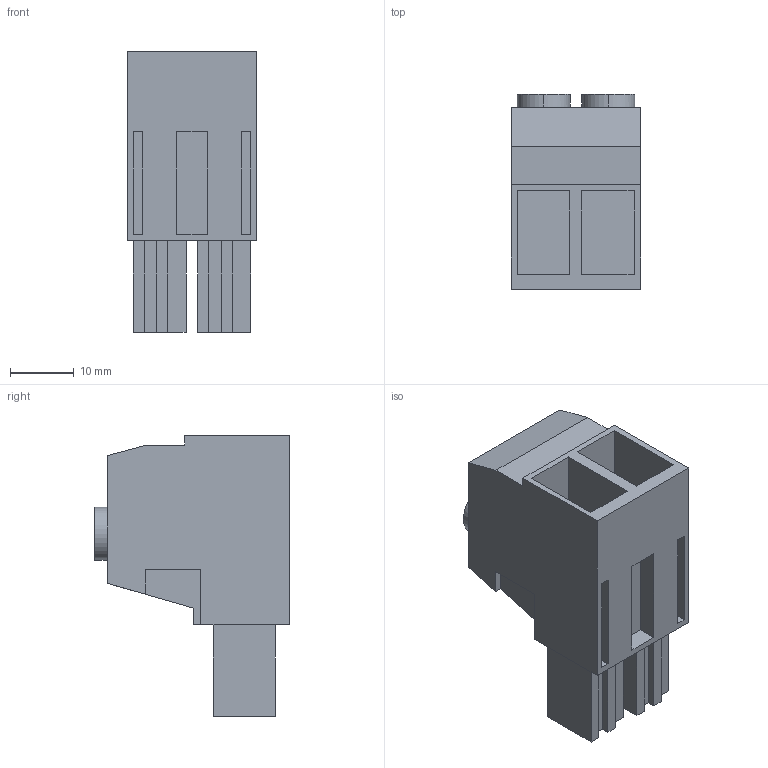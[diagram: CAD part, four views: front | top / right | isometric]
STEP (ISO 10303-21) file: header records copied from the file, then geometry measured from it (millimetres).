
FILE_DESCRIPTION(('CATIA V5 STEP Exchange','CAx-IF Rec.Pracs.--- Model Styling and Organization---1.2---2011-12-15'),'2;1');
FILE_NAME ('D1459160_0_1924540000_1924540000.stp','2017-04-28T06:36:00+00:00',('none'),('Weidmueller'),'CATIA Version 5-6 Release 2014','CATIA V5 STEP AP214','none');
FILE_SCHEMA(('AUTOMOTIVE_DESIGN { 1 0 10303 214 1 1 1 1 }'));
Length unit declared in the file: millimetre
Products named in the file (1): 1924540000
Bounding box: 20.32 x 30.6 x 44.1 mm (x, y, z)
Volume: 14194.6 mm3; surface area: 7357 mm2
Topology: 3 solids, 3 shells, 148 faces, 384 edges, 257 vertices
Faces by surface type: plane 136, cylinder 12
Entity records: 4357 total; most frequent: CARTESIAN_POINT 825, ORIENTED_EDGE 768, DIRECTION 612, EDGE_CURVE 384, VECTOR 352, LINE 352, VERTEX_POINT 257, EDGE_LOOP 163
